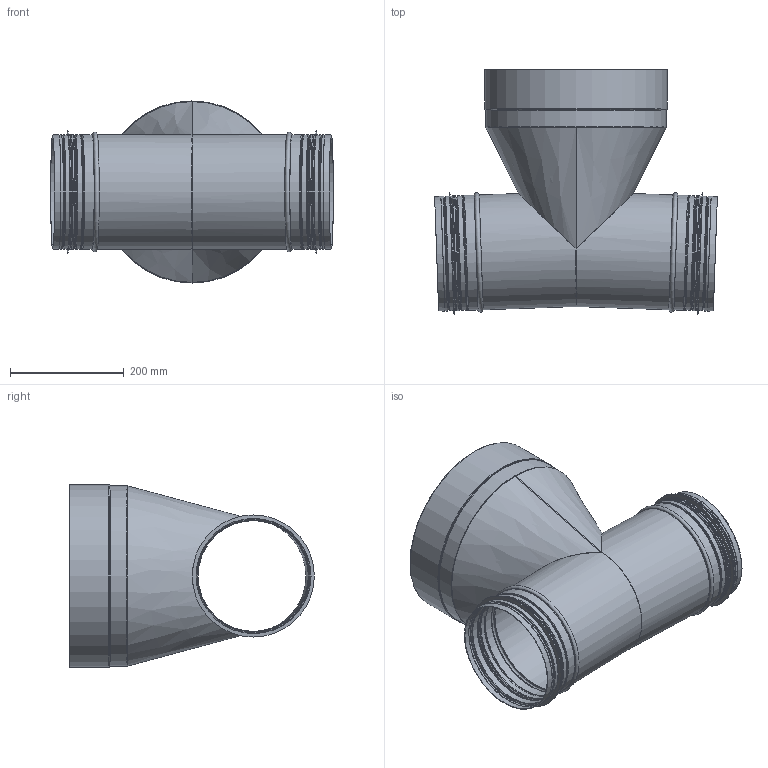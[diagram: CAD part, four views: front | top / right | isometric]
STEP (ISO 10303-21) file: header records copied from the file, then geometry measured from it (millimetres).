
FILE_DESCRIPTION(/* description */ ('Kona'),/* implementation_level */ '2;1');
FILE_NAME(/* name */ 'HTKNNH-01.stp',/* time_stamp */ '2016-06-21T14:31:00+02:00',/* author */ ('TW'),/* organization */ (''),/* preprocessor_version */ 'ST-DEVELOPER v15.6',/* originating_system */ 'Autodesk Inventor 2015',/* authorisation */ '');
FILE_SCHEMA (('AUTOMOTIVE_DESIGN { 1 0 10303 214 3 1 1 }'));
Length unit declared in the file: millimetre
Products named in the file (7): HTKNNH-B-01; HTKNNH-C-01; HTKNNH-A-01; HTKNNH-B-01-MIR; HIK-AA-4; HIK-AB-4; HTKNNH-01
Assembly tree (8 placements, depth 2):
  HTKNNH-01
    HTKNNH-B-01
    HTKNNH-C-01
    HTKNNH-A-01
    HTKNNH-B-01-MIR
    HIK-AA-4  x2
    HIK-AB-4  x2
Bounding box: 496.68 x 429.85 x 320 mm (x, y, z)
Volume: 574514.1 mm3; surface area: 1116900 mm2
Topology: 9 solids, 9 shells, 156 faces, 298 edges, 163 vertices
Faces by surface type: torus 64, cylinder 40, plane 22, cone 18, bspline 12
Full cylindrical faces by diameter (mm): 194.6 x2, 195 x2, 196.6 x2, 197 x6, 200 x8, 200.6 x4, 201.6 x2, 202 x8, 214.6 x2, 315 x1, 317 x1, 318 x1, 320 x1
Entity records: 4100 total; most frequent: CARTESIAN_POINT 1434, DIRECTION 554, ORIENTED_EDGE 312, AXIS2_PLACEMENT_3D 272, EDGE_LOOP 260, EDGE_CURVE 153, STYLED_ITEM 142, VERTEX_POINT 140
